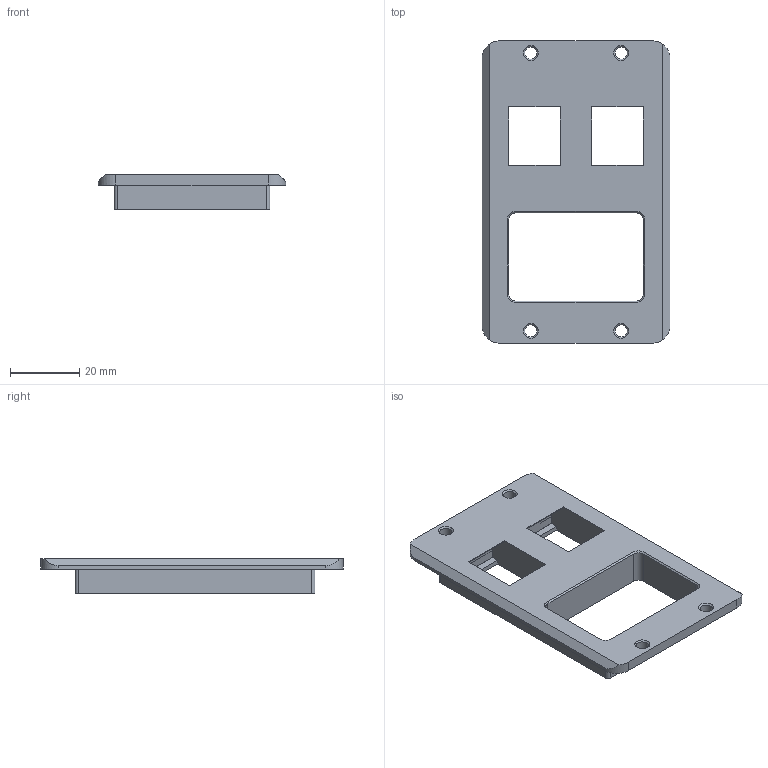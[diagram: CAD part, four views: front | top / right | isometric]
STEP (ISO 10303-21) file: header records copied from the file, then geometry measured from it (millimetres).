
FILE_DESCRIPTION(/* description */ ('','CAx-IF Rec.Pracs.---Representation and Presentation of Product Manufacturing Information (PMI)---4.0---2014-10-13'),/* implementation_level */ '2;1');
FILE_NAME(/* name */ 'Module 2x Keystron with passthrough rotated.step',/* time_stamp */ '2025-02-16T11:52:37+01:00',/* author */ (''),/* organization */ (''),/* preprocessor_version */ 'ST-DEVELOPER v20',/* originating_system */ 'Autodesk Translation Framework v13.20.0.188',/* authorisation */ '');
FILE_SCHEMA (('AP242_MANAGED_MODEL_BASED_3D_ENGINEERING_MIM_LF { 1 0 10303 442 1 1 4 }'));
Length unit declared in the file: millimetre
Products named in the file (3): LabStack; Modules; Module 2x Keystone with Passthru
Assembly tree (2 placements, depth 3):
  LabStack
    Modules
      Module 2x Keystone with Passthru
Bounding box: 54 x 87 x 10 mm (x, y, z)
Volume: 19117.6 mm3; surface area: 11627.5 mm2
Topology: 1 solids, 3 shells, 97 faces, 247 edges, 158 vertices
Faces by surface type: plane 73, cylinder 16, cone 8
Full cylindrical faces by diameter (mm): 3.5 x4
Entity records: 2989 total; most frequent: CARTESIAN_POINT 507, DIRECTION 495, ORIENTED_EDGE 494, EDGE_CURVE 247, LINE 203, VECTOR 203, VERTEX_POINT 158, AXIS2_PLACEMENT_3D 146
